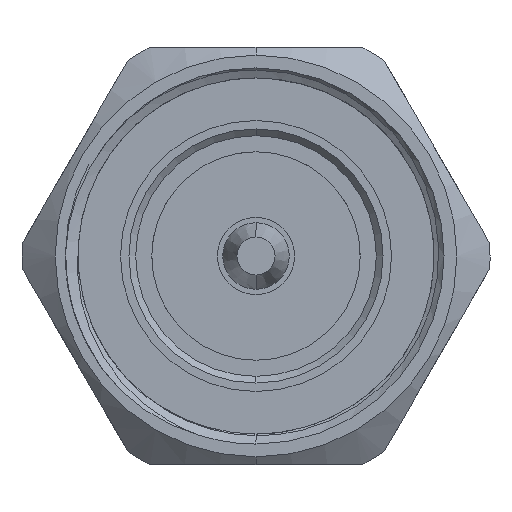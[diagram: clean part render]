
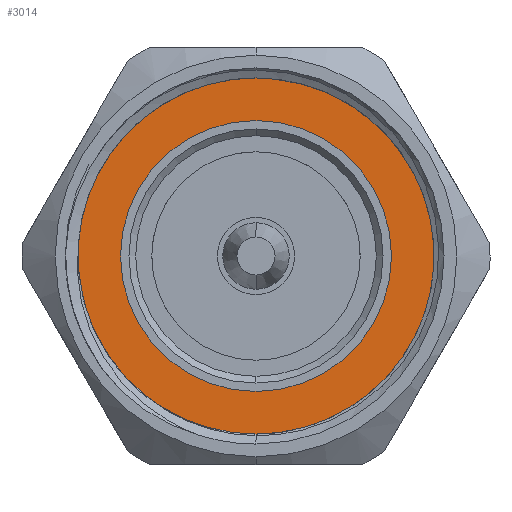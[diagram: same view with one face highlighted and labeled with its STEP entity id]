
A CAD part, left-side view. The second image highlights one B-rep face of the part: STEP entity #3014.
In plain terms, the highlighted planar face has unit normal (-1, 0, 0).
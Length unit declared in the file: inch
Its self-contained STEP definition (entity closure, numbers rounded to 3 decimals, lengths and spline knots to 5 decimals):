
#49 = CIRCLE ( 'NONE', #4009, 0.57237 ) ;
#69 = CARTESIAN_POINT ( 'NONE',  ( 0.39764, 0., 0. ) ) ;
#233 = ORIENTED_EDGE ( 'NONE', *, *, #3824, .F. ) ;
#366 = DIRECTION ( 'NONE',  ( -1., 0., 0. ) ) ;
#433 = VERTEX_POINT ( 'NONE', #1999 ) ;
#646 = DIRECTION ( 'NONE',  ( 0., 0., 1. ) ) ;
#710 = DIRECTION ( 'NONE',  ( 0., 0., 1. ) ) ;
#1013 = CIRCLE ( 'NONE', #1833, 0.40551 ) ;
#1053 = FACE_OUTER_BOUND ( 'NONE', #2061, .T. ) ;
#1226 = CARTESIAN_POINT ( 'NONE',  ( 0.39764, 0., 0.40551 ) ) ;
#1270 = VERTEX_POINT ( 'NONE', #4054 ) ;
#1310 = CARTESIAN_POINT ( 'NONE',  ( 0.39764, 0., 0. ) ) ;
#1563 = CIRCLE ( 'NONE', #3941, 0.40551 ) ;
#1609 = ORIENTED_EDGE ( 'NONE', *, *, #2911, .T. ) ;
#1762 = DIRECTION ( 'NONE',  ( 0., 0., 1. ) ) ;
#1831 = EDGE_LOOP ( 'NONE', ( #233, #3337 ) ) ;
#1833 = AXIS2_PLACEMENT_3D ( 'NONE', #3744, #3122, #1762 ) ;
#1913 = CARTESIAN_POINT ( 'NONE',  ( 0.39764, 0., 0.57237 ) ) ;
#1999 = CARTESIAN_POINT ( 'NONE',  ( 0.39764, 0., -0.40551 ) ) ;
#2061 = EDGE_LOOP ( 'NONE', ( #1609, #2165 ) ) ;
#2105 = CARTESIAN_POINT ( 'NONE',  ( 0.39764, 0., 0. ) ) ;
#2146 = DIRECTION ( 'NONE',  ( -1., 0., 0. ) ) ;
#2165 = ORIENTED_EDGE ( 'NONE', *, *, #2734, .T. ) ;
#2174 = AXIS2_PLACEMENT_3D ( 'NONE', #3927, #3950, #646 ) ;
#2240 = AXIS2_PLACEMENT_3D ( 'NONE', #1310, #3650, #710 ) ;
#2460 = VERTEX_POINT ( 'NONE', #1913 ) ;
#2643 = CIRCLE ( 'NONE', #2174, 0.57237 ) ;
#2734 = EDGE_CURVE ( 'NONE', #1270, #2460, #49, .T. ) ;
#2788 = EDGE_CURVE ( 'NONE', #3288, #433, #1013, .T. ) ;
#2911 = EDGE_CURVE ( 'NONE', #2460, #1270, #2643, .T. ) ;
#2923 = PLANE ( 'NONE',  #2240 ) ;
#2928 = DIRECTION ( 'NONE',  ( 0., 0., 1. ) ) ;
#3014 = ADVANCED_FACE ( 'NONE', ( #1053, #3610 ), #2923, .T. ) ;
#3122 = DIRECTION ( 'NONE',  ( -1., 0., 0. ) ) ;
#3288 = VERTEX_POINT ( 'NONE', #1226 ) ;
#3337 = ORIENTED_EDGE ( 'NONE', *, *, #2788, .F. ) ;
#3405 = DIRECTION ( 'NONE',  ( 0., 0., 1. ) ) ;
#3610 = FACE_BOUND ( 'NONE', #1831, .T. ) ;
#3650 = DIRECTION ( 'NONE',  ( -1., 0., 0. ) ) ;
#3744 = CARTESIAN_POINT ( 'NONE',  ( 0.39764, 0., 0. ) ) ;
#3824 = EDGE_CURVE ( 'NONE', #433, #3288, #1563, .T. ) ;
#3927 = CARTESIAN_POINT ( 'NONE',  ( 0.39764, 0., 0. ) ) ;
#3941 = AXIS2_PLACEMENT_3D ( 'NONE', #69, #366, #2928 ) ;
#3950 = DIRECTION ( 'NONE',  ( -1., 0., 0. ) ) ;
#4009 = AXIS2_PLACEMENT_3D ( 'NONE', #2105, #2146, #3405 ) ;
#4054 = CARTESIAN_POINT ( 'NONE',  ( 0.39764, 0., -0.57237 ) ) ;
